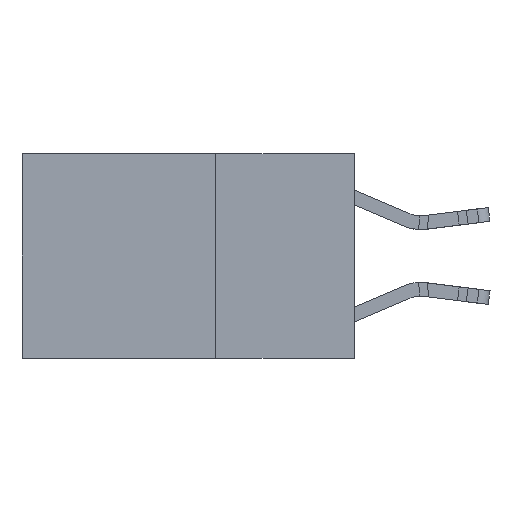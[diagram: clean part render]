
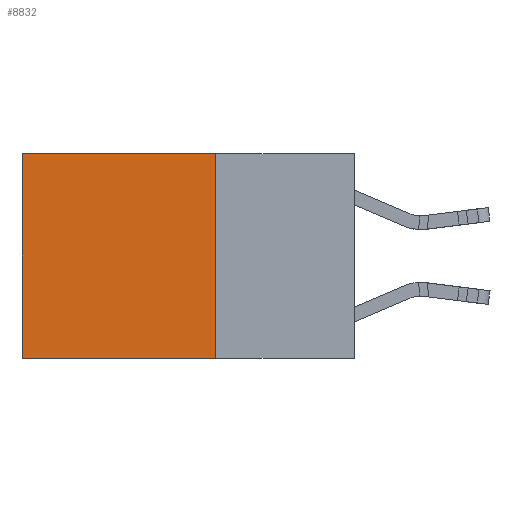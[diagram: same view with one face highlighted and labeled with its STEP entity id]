
A CAD part, left-side view. The second image highlights one B-rep face of the part: STEP entity #8832.
In plain terms, the highlighted planar face has unit normal (-1, 0, 0).
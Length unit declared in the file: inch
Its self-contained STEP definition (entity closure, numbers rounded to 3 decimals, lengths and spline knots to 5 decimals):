
#345 = DIRECTION ( 'NONE',  ( 0., 0., -1. ) ) ;
#1728 = VERTEX_POINT ( 'NONE', #14462 ) ;
#1891 = EDGE_CURVE ( 'NONE', #1728, #7503, #9712, .T. ) ;
#2283 = AXIS2_PLACEMENT_3D ( 'NONE', #15314, #17515, #11483 ) ;
#2478 = ORIENTED_EDGE ( 'NONE', *, *, #10365, .F. ) ;
#2646 = EDGE_CURVE ( 'NONE', #7503, #3056, #21460, .T. ) ;
#3056 = VERTEX_POINT ( 'NONE', #7441 ) ;
#4931 = FACE_OUTER_BOUND ( 'NONE', #11409, .T. ) ;
#6152 = ORIENTED_EDGE ( 'NONE', *, *, #2646, .T. ) ;
#7035 = EDGE_CURVE ( 'NONE', #1728, #7747, #20010, .T. ) ;
#7441 = CARTESIAN_POINT ( 'NONE',  ( 0.2625, 0.6, -0.37 ) ) ;
#7503 = VERTEX_POINT ( 'NONE', #13754 ) ;
#7702 = VECTOR ( 'NONE', #21535, 39.37008 ) ;
#7747 = VERTEX_POINT ( 'NONE', #8705 ) ;
#8705 = CARTESIAN_POINT ( 'NONE',  ( 0.2625, 0.25, -0.37 ) ) ;
#8832 = ADVANCED_FACE ( 'NONE', ( #4931 ), #26276, .F. ) ;
#9662 = VECTOR ( 'NONE', #345, 39.37008 ) ;
#9712 = LINE ( 'NONE', #13179, #18030 ) ;
#10365 = EDGE_CURVE ( 'NONE', #7747, #3056, #22264, .T. ) ;
#11215 = ORIENTED_EDGE ( 'NONE', *, *, #1891, .T. ) ;
#11409 = EDGE_LOOP ( 'NONE', ( #6152, #2478, #24015, #11215 ) ) ;
#11483 = DIRECTION ( 'NONE',  ( 0., 0., -1. ) ) ;
#12846 = CARTESIAN_POINT ( 'NONE',  ( 0.2625, 0.25, -0.37 ) ) ;
#13179 = CARTESIAN_POINT ( 'NONE',  ( 0.2625, 0.25, 0. ) ) ;
#13754 = CARTESIAN_POINT ( 'NONE',  ( 0.2625, 0.6, 0. ) ) ;
#13778 = CARTESIAN_POINT ( 'NONE',  ( 0.2625, 0.6, 0. ) ) ;
#14462 = CARTESIAN_POINT ( 'NONE',  ( 0.2625, 0.25, 0. ) ) ;
#15314 = CARTESIAN_POINT ( 'NONE',  ( 0.2625, 0.25, 0. ) ) ;
#16250 = CARTESIAN_POINT ( 'NONE',  ( 0.2625, 0.25, 0. ) ) ;
#17515 = DIRECTION ( 'NONE',  ( 1., 0., 0. ) ) ;
#18030 = VECTOR ( 'NONE', #19508, 39.37008 ) ;
#19508 = DIRECTION ( 'NONE',  ( 0., 1., 0. ) ) ;
#20010 = LINE ( 'NONE', #16250, #22779 ) ;
#20957 = DIRECTION ( 'NONE',  ( 0., 0., -1. ) ) ;
#21460 = LINE ( 'NONE', #13778, #9662 ) ;
#21535 = DIRECTION ( 'NONE',  ( 0., 1., 0. ) ) ;
#22264 = LINE ( 'NONE', #12846, #7702 ) ;
#22779 = VECTOR ( 'NONE', #20957, 39.37008 ) ;
#24015 = ORIENTED_EDGE ( 'NONE', *, *, #7035, .F. ) ;
#26276 = PLANE ( 'NONE',  #2283 ) ;
